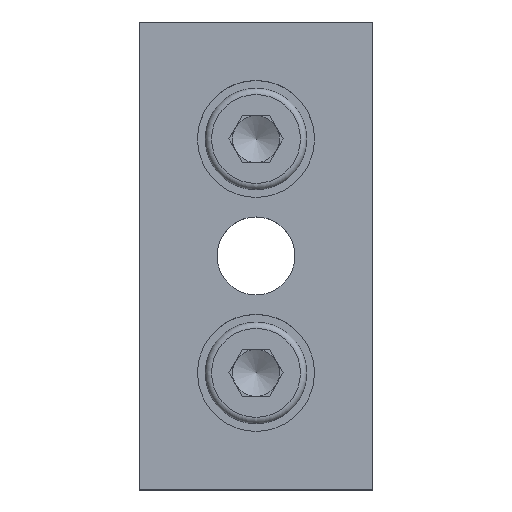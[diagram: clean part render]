
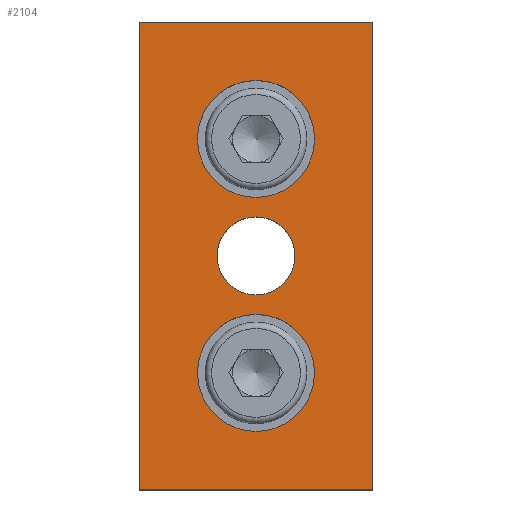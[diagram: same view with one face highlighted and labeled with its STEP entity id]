
A CAD part, top view. The second image highlights one B-rep face of the part: STEP entity #2104.
In plain terms, the highlighted planar face has unit normal (0, 0, 1).
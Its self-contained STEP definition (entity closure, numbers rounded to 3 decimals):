
#1034=CIRCLE('',#1973,5.);
#1035=CIRCLE('',#1974,7.5);
#1036=CIRCLE('',#1975,7.5);
#1086=ORIENTED_EDGE('',*,*,#1460,.T.);
#1087=ORIENTED_EDGE('',*,*,#1461,.T.);
#1088=ORIENTED_EDGE('',*,*,#1463,.T.);
#1089=ORIENTED_EDGE('',*,*,#1457,.T.);
#1090=ORIENTED_EDGE('',*,*,#1464,.F.);
#1091=ORIENTED_EDGE('',*,*,#1465,.F.);
#1092=ORIENTED_EDGE('',*,*,#1466,.F.);
#1264=VECTOR('',#1726,1.);
#1267=VECTOR('',#1731,1.);
#1268=VECTOR('',#1734,1.);
#1270=VECTOR('',#1738,1.);
#1324=LINE('',#2179,#1264);
#1327=LINE('',#2184,#1267);
#1328=LINE('',#2187,#1268);
#1330=LINE('',#2190,#1270);
#1386=VERTEX_POINT('',#2176);
#1387=VERTEX_POINT('',#2178);
#1388=VERTEX_POINT('',#2182);
#1389=VERTEX_POINT('',#2186);
#1390=VERTEX_POINT('',#2191);
#1391=VERTEX_POINT('',#2193);
#1392=VERTEX_POINT('',#2195);
#1457=EDGE_CURVE('',#1387,#1386,#1324,.T.);
#1460=EDGE_CURVE('',#1386,#1388,#1327,.T.);
#1461=EDGE_CURVE('',#1388,#1389,#1328,.T.);
#1463=EDGE_CURVE('',#1389,#1387,#1330,.T.);
#1464=EDGE_CURVE('',#1390,#1390,#1034,.T.);
#1465=EDGE_CURVE('',#1391,#1391,#1035,.T.);
#1466=EDGE_CURVE('',#1392,#1392,#1036,.T.);
#1552=EDGE_LOOP('',(#1086,#1087,#1088,#1089));
#1553=EDGE_LOOP('',(#1090));
#1554=EDGE_LOOP('',(#1091));
#1555=EDGE_LOOP('',(#1092));
#1634=FACE_BOUND('',#1552,.T.);
#1635=FACE_BOUND('',#1553,.T.);
#1636=FACE_BOUND('',#1554,.T.);
#1637=FACE_BOUND('',#1555,.T.);
#1726=DIRECTION('',(0.,60.,0.));
#1731=DIRECTION('',(-30.,0.,0.));
#1734=DIRECTION('',(0.,-60.,0.));
#1736=DIRECTION('',(0.,0.,1.));
#1737=DIRECTION('',(0.,-1.,0.));
#1738=DIRECTION('',(30.,0.,0.));
#1739=DIRECTION('',(0.,0.,1.));
#1740=DIRECTION('',(0.,-5.,0.));
#1741=DIRECTION('',(0.,0.,1.));
#1742=DIRECTION('',(0.,7.5,0.));
#1743=DIRECTION('',(0.,0.,1.));
#1744=DIRECTION('',(0.,7.5,0.));
#1972=AXIS2_PLACEMENT_3D('',#2189,#1736,#1737);
#1973=AXIS2_PLACEMENT_3D('',#2192,#1739,#1740);
#1974=AXIS2_PLACEMENT_3D('',#2194,#1741,#1742);
#1975=AXIS2_PLACEMENT_3D('',#2196,#1743,#1744);
#2066=PLANE('',#1972);
#2104=ADVANCED_FACE('',(#1634,#1635,#1636,#1637),#2066,.T.);
#2176=CARTESIAN_POINT('',(30.,60.,12.));
#2178=CARTESIAN_POINT('',(30.,0.,12.));
#2179=CARTESIAN_POINT('',(30.,0.,12.));
#2182=CARTESIAN_POINT('',(0.,60.,12.));
#2184=CARTESIAN_POINT('',(30.,60.,12.));
#2186=CARTESIAN_POINT('',(0.,0.,12.));
#2187=CARTESIAN_POINT('',(0.,60.,12.));
#2189=CARTESIAN_POINT('',(30.,60.,12.));
#2190=CARTESIAN_POINT('',(0.,0.,12.));
#2191=CARTESIAN_POINT('',(15.,25.,12.));
#2192=CARTESIAN_POINT('',(15.,30.,12.));
#2193=CARTESIAN_POINT('',(15.,22.5,12.));
#2194=CARTESIAN_POINT('',(15.,15.,12.));
#2195=CARTESIAN_POINT('',(15.,52.5,12.));
#2196=CARTESIAN_POINT('',(15.,45.,12.));
